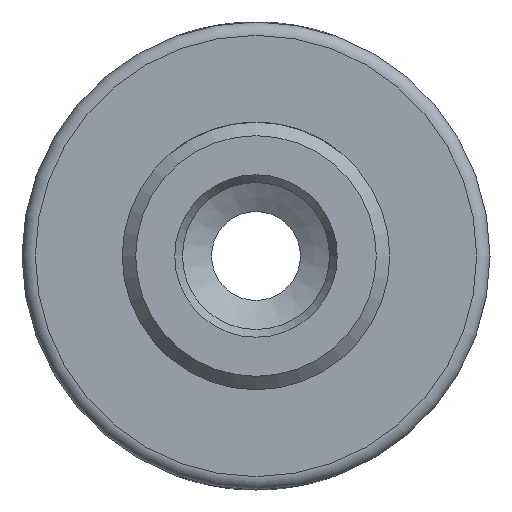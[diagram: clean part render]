
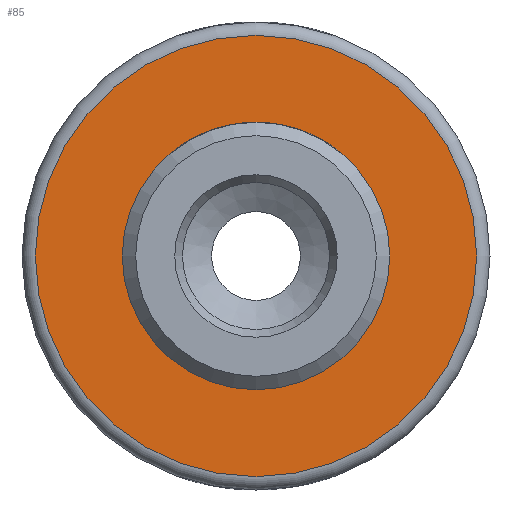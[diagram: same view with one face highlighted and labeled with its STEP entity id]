
A CAD part, left-side view. The second image highlights one B-rep face of the part: STEP entity #85.
In plain terms, the highlighted planar face has unit normal (-1, 0, 0).
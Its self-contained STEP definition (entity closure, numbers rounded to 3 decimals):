
#85 = ADVANCED_FACE( '', ( #192, #193 ), #194, .T. );
#192 = FACE_OUTER_BOUND( '', #344, .T. );
#193 = FACE_BOUND( '', #345, .T. );
#194 = PLANE( '', #346 );
#344 = EDGE_LOOP( '', ( #525 ) );
#345 = EDGE_LOOP( '', ( #526 ) );
#346 = AXIS2_PLACEMENT_3D( '', #527, #528, #529 );
#525 = ORIENTED_EDGE( '', *, *, #612, .T. );
#526 = ORIENTED_EDGE( '', *, *, #630, .F. );
#527 = CARTESIAN_POINT( '', ( 0., 9.5, 0. ) );
#528 = DIRECTION( '', ( -1., 0., 0. ) );
#529 = DIRECTION( '', ( 0., 0., 1. ) );
#612 = EDGE_CURVE( '', #688, #688, #689, .T. );
#630 = EDGE_CURVE( '', #715, #715, #716, .T. );
#688 = VERTEX_POINT( '', #892 );
#689 = CIRCLE( '', #893, 16.5 );
#715 = VERTEX_POINT( '', #996 );
#716 = CIRCLE( '', #997, 9.5 );
#892 = CARTESIAN_POINT( '', ( 0., 0., 16.5 ) );
#893 = AXIS2_PLACEMENT_3D( '', #1170, #1171, #1172 );
#996 = CARTESIAN_POINT( '', ( 0., 0., 9.5 ) );
#997 = AXIS2_PLACEMENT_3D( '', #1193, #1194, #1195 );
#1170 = CARTESIAN_POINT( '', ( 0., 0., 0. ) );
#1171 = DIRECTION( '', ( -1., 0., 0. ) );
#1172 = DIRECTION( '', ( 0., 0., 1. ) );
#1193 = CARTESIAN_POINT( '', ( 0., 0., 0. ) );
#1194 = DIRECTION( '', ( -1., 0., 0. ) );
#1195 = DIRECTION( '', ( 0., 0., 1. ) );
